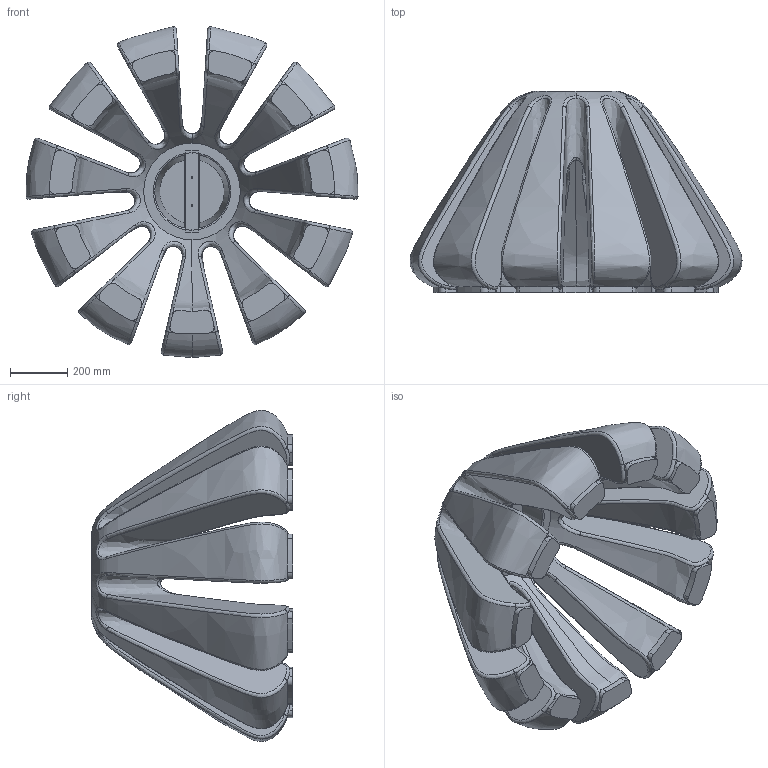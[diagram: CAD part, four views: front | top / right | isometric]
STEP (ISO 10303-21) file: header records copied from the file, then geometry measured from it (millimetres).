
FILE_DESCRIPTION (( 'STEP AP214' ), '1' );
FILE_NAME ('JELLO 3D.STEP', '2022-08-17T10:48:11', ( '' ), ( '' ), 'SwSTEP 2.0', 'SolidWorks 2019', '' );
FILE_SCHEMA (( 'AUTOMOTIVE_DESIGN' ));
Length unit declared in the file: millimetre
Products named in the file (7): JELLO 11ben Godkent 29-08-2019 +2 mm til lampehul + 0,3 mm i dybden.stp; Jello top plade assem; Jello top plade montage profil; Jello M5 gevindstang; JELLO 3D; Jello Sun.stp; Jello top plade
Assembly tree (7 placements, depth 3):
  JELLO 3D
    JELLO 11ben Godkent 29-08-2019 +2 mm til lampehul + 0,3 mm i dybden.stp
      Jello Sun.stp
    Jello top plade assem
      Jello top plade
      Jello M5 gevindstang  x2
      Jello top plade montage profil
Bounding box: 1164.63 x 706.05 x 1161.34 mm (x, y, z)
Volume: 170882773.8 mm3; surface area: 5012032 mm2
Topology: 5 solids, 5 shells, 1478 faces, 4507 edges, 3049 vertices
Faces by surface type: cylinder 1221, bspline 156, plane 85, cone 16
Entity records: 90029 total; most frequent: CARTESIAN_POINT 69596, ORIENTED_EDGE 5682, EDGE_CURVE 2841, DIRECTION 2791, VERTEX_POINT 1939, AXIS2_PLACEMENT_3D 987, EDGE_LOOP 936, FACE_OUTER_BOUND 920
